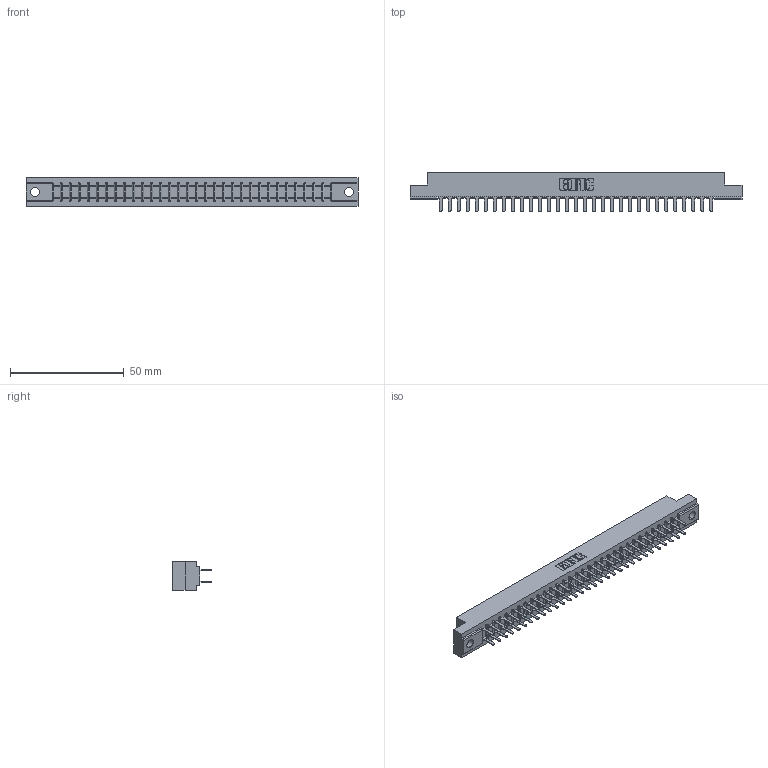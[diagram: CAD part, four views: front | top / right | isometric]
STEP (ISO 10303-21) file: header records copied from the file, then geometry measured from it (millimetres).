
FILE_DESCRIPTION (( 'STEP AP203' ), '1' );
FILE_NAME ('357-062-420-204.STEP', '2020-10-04T14:42:13', ( '' ), ( '' ), 'SwSTEP 2.0', 'SolidWorks 2020', '' );
FILE_SCHEMA (( 'CONFIG_CONTROL_DESIGN' ));
Length unit declared in the file: inch
Products named in the file (3): 307 Part_.156 Dia Mounting Holes; 307-290-001_520; 357-062-420-204
Assembly tree (63 placements, depth 2):
  357-062-420-204
    307 Part_.156 Dia Mounting Holes
    307-290-001_520  x62
Bounding box: 145.85 x 17.42 x 12.7 mm (x, y, z)
Volume: 15370.6 mm3; surface area: 18517.9 mm2
Topology: 63 solids, 63 shells, 3016 faces, 8419 edges, 5442 vertices
Faces by surface type: plane 2006, cylinder 946, sphere 64
Entity records: 29310 total; most frequent: CARTESIAN_POINT 4801, ORIENTED_EDGE 4754, DIRECTION 4699, EDGE_CURVE 2377, VECTOR 1827, LINE 1827, VERTEX_POINT 1538, AXIS2_PLACEMENT_3D 1436
